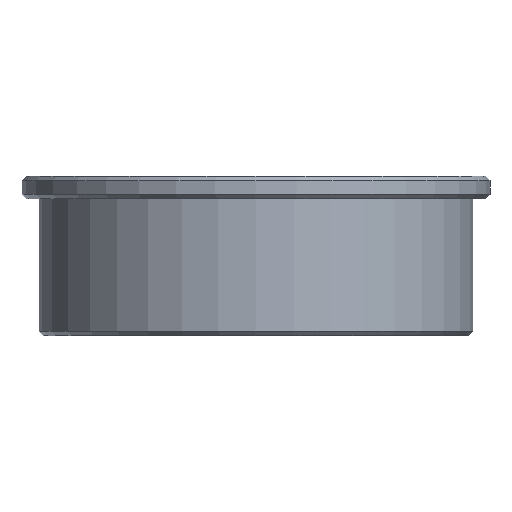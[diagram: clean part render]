
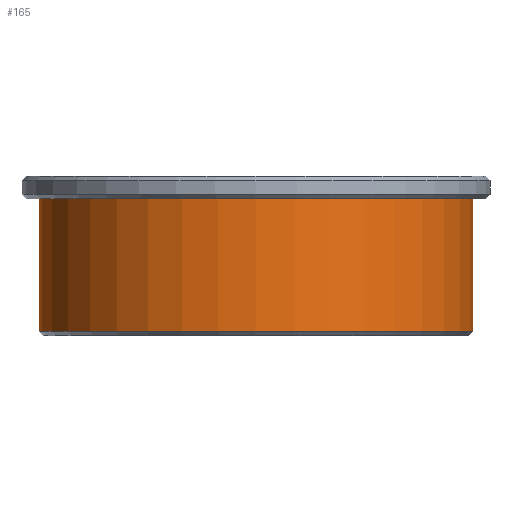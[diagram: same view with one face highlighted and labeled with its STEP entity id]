
A CAD part, front view. The second image highlights one B-rep face of the part: STEP entity #165.
In plain terms, the highlighted cylindrical face has radius 95 mm (diameter 190 mm), a full revolution.
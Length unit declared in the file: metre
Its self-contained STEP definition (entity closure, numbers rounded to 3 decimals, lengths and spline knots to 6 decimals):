
#165=ADVANCED_FACE('',(#204,#205),#206,.T.);
#204=FACE_OUTER_BOUND('',#4623,.T.);
#205=FACE_OUTER_BOUND('',#4624,.T.);
#206=CYLINDRICAL_SURFACE('',#4625,0.095);
#4623=EDGE_LOOP('',(#9077));
#4624=EDGE_LOOP('',(#9078));
#4625=AXIS2_PLACEMENT_3D('',#9079,#9080,#9081);
#9077=ORIENTED_EDGE('',*,*,#9117,.T.);
#9078=ORIENTED_EDGE('',*,*,#9116,.F.);
#9079=CARTESIAN_POINT('',(0.0,0.0,0.0));
#9080=DIRECTION('',(0.0,0.,-1.0));
#9081=DIRECTION('',(0.0,1.0,0.));
#9116=EDGE_CURVE('',#9155,#9155,#9156,.T.);
#9117=EDGE_CURVE('',#9157,#9157,#9158,.T.);
#9155=VERTEX_POINT('',#9319);
#9156=CIRCLE('',#9320,0.095);
#9157=VERTEX_POINT('',#9321);
#9158=CIRCLE('',#9322,0.095);
#9319=CARTESIAN_POINT('',(0.0,0.095,0.002));
#9320=AXIS2_PLACEMENT_3D('',#9365,#9366,#9367);
#9321=CARTESIAN_POINT('',(0.0,0.095,0.06));
#9322=AXIS2_PLACEMENT_3D('',#9368,#9369,#9370);
#9365=CARTESIAN_POINT('',(0.0,0.0,0.002));
#9366=DIRECTION('',(0.0,0.,-1.0));
#9367=DIRECTION('',(0.0,1.0,0.));
#9368=CARTESIAN_POINT('',(0.0,0.,0.06));
#9369=DIRECTION('',(0.0,0.,-1.0));
#9370=DIRECTION('',(0.0,1.0,0.));
